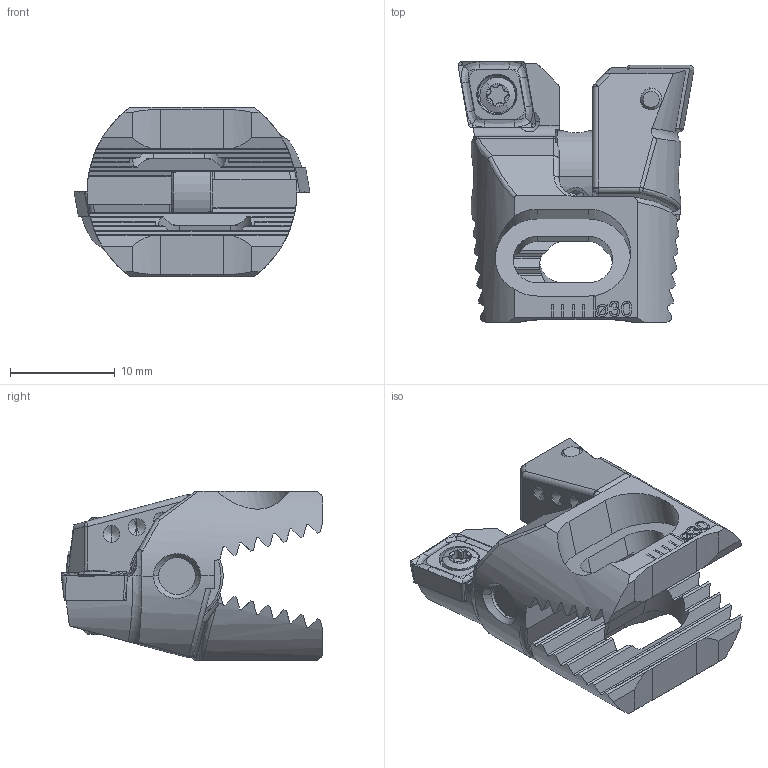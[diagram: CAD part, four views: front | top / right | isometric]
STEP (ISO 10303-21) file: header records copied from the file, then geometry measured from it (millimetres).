
FILE_DESCRIPTION (( 'STEP AP214' ), '1' );
FILE_NAME ('D37.020.024.006.STEP', '2024-06-20T05:36:58', ( '' ), ( '' ), 'SwSTEP 2.0', 'SolidWorks 2022', '' );
FILE_SCHEMA (( 'AUTOMOTIVE_DESIGN' ));
Length unit declared in the file: millimetre
Products named in the file (9): ISO 4026 - M3 x 2; Z20-ER3.002.004_A; Z20-xxx.001.015_D_versetzt; CCMT060204; Z20-ER3.001.018_A; Z20-ER3.000.018; WCA-ER2.001.006_A; D37.020.024.006; Z20-xxx.001.015_D
Assembly tree (12 placements, depth 3):
  D37.020.024.006
    Z20-xxx.001.015_D
    Z20-xxx.001.015_D_versetzt
    CCMT060204  x2
    WCA-ER2.001.006_A  x2
    Z20-ER3.000.018
      Z20-ER3.001.018_A
      Z20-ER3.002.004_A
      ISO 4026 - M3 x 2  x3
Bounding box: 22.5 x 24.95 x 16.2 mm (x, y, z)
Volume: 3145 mm3; surface area: 3796.3 mm2
Topology: 11 solids, 11 shells, 677 faces, 1763 edges, 1105 vertices
Faces by surface type: plane 282, cylinder 159, bspline 108, cone 82, torus 30, sphere 16
Entity records: 24886 total; most frequent: CARTESIAN_POINT 9857, ORIENTED_EDGE 2980, DIRECTION 2238, EDGE_CURVE 1490, VERTEX_POINT 949, AXIS2_PLACEMENT_3D 759, VECTOR 720, LINE 720
